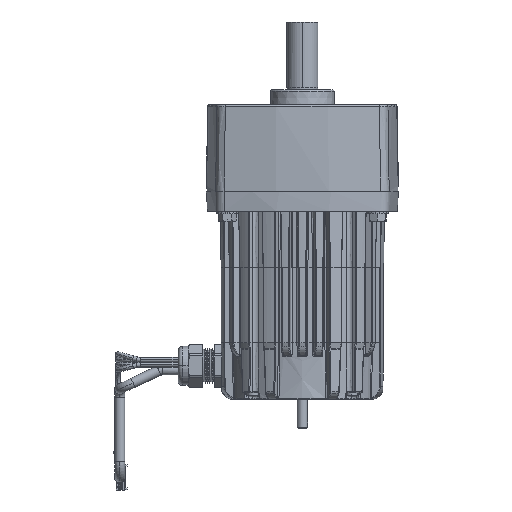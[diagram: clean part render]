
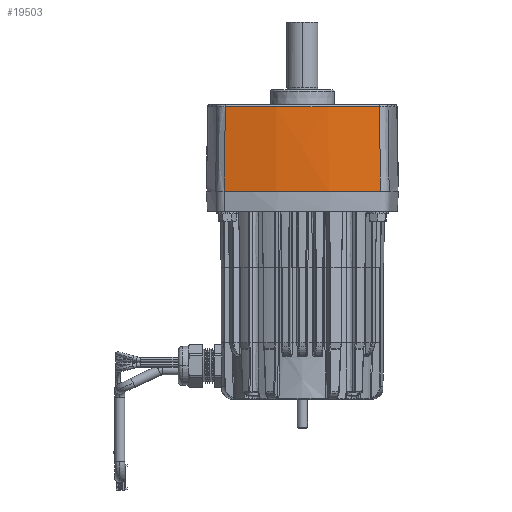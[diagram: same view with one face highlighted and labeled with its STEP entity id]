
A CAD part, front view. The second image highlights one B-rep face of the part: STEP entity #19503.
In plain terms, the highlighted conical face has half-angle 1 degrees and reference radius 203.2 mm.
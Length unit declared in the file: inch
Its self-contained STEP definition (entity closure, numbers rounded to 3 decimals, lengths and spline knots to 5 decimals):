
#3780 = CARTESIAN_POINT ( 'NONE',  ( 1.86241, -2.0692, -1.72679 ) ) ;
#4615 = CARTESIAN_POINT ( 'NONE',  ( -1.85745, -2.06439, -2.06105 ) ) ;
#4842 = EDGE_CURVE ( 'NONE', #65315, #89475, #13844, .T. ) ;
#11990 = CARTESIAN_POINT ( 'NONE',  ( 1.85745, -2.06439, -2.06105 ) ) ;
#13844 = CIRCLE ( 'NONE', #60949, 7.99953 ) ;
#14320 = CARTESIAN_POINT ( 'NONE',  ( -1.88764, -2.09363, -0.027 ) ) ;
#15118 = CARTESIAN_POINT ( 'NONE',  ( -1.87234, -2.07881, -1.05828 ) ) ;
#19414 = DIRECTION ( 'NONE',  ( 0., 0., 1. ) ) ;
#19503 = ADVANCED_FACE ( 'NONE', ( #98196 ), #50051, .T. ) ;
#20161 = CARTESIAN_POINT ( 'NONE',  ( 1.86738, -2.07401, -1.39254 ) ) ;
#23110 = VERTEX_POINT ( 'NONE', #4615 ) ;
#23281 = CARTESIAN_POINT ( 'NONE',  ( -1.86241, -2.0692, -1.72679 ) ) ;
#24298 = EDGE_LOOP ( 'NONE', ( #46522, #61924, #52854, #44462 ) ) ;
#26495 = EDGE_CURVE ( 'NONE', #89475, #23110, #94040, .T. ) ;
#28300 = CARTESIAN_POINT ( 'NONE',  ( 1.87744, -2.08375, -0.71452 ) ) ;
#36451 = CARTESIAN_POINT ( 'NONE',  ( 1.88764, -2.09363, -0.027 ) ) ;
#36700 = CARTESIAN_POINT ( 'NONE',  ( 1.88764, -2.09363, -0.027 ) ) ;
#37394 = DIRECTION ( 'NONE',  ( 0., 0., 1. ) ) ;
#39202 = CARTESIAN_POINT ( 'NONE',  ( -1.88254, -2.08869, -0.37076 ) ) ;
#44462 = ORIENTED_EDGE ( 'NONE', *, *, #101938, .T. ) ;
#46522 = ORIENTED_EDGE ( 'NONE', *, *, #66266, .T. ) ;
#50051 = CONICAL_SURFACE ( 'NONE', #90436, 8., 0.017 ) ;
#52854 = ORIENTED_EDGE ( 'NONE', *, *, #26495, .T. ) ;
#53790 = DIRECTION ( 'NONE',  ( 1., 0., 0. ) ) ;
#60949 = AXIS2_PLACEMENT_3D ( 'NONE', #84315, #83957, #83617 ) ;
#61924 = ORIENTED_EDGE ( 'NONE', *, *, #4842, .T. ) ;
#63723 = CARTESIAN_POINT ( 'NONE',  ( -1.87744, -2.08375, -0.71452 ) ) ;
#65315 = VERTEX_POINT ( 'NONE', #36700 ) ;
#66266 = EDGE_CURVE ( 'NONE', #83295, #65315, #84643, .T. ) ;
#66964 = AXIS2_PLACEMENT_3D ( 'NONE', #67974, #19414, #76114 ) ;
#67974 = CARTESIAN_POINT ( 'NONE',  ( 0., 5.68, -2.06105 ) ) ;
#71815 = CARTESIAN_POINT ( 'NONE',  ( -1.86738, -2.07401, -1.39254 ) ) ;
#76114 = DIRECTION ( 'NONE',  ( -1., 0., 0. ) ) ;
#76873 = CARTESIAN_POINT ( 'NONE',  ( 1.87234, -2.07881, -1.05828 ) ) ;
#77804 = CARTESIAN_POINT ( 'NONE',  ( 0., 5.68, 0. ) ) ;
#79943 = CARTESIAN_POINT ( 'NONE',  ( -1.85745, -2.06439, -2.06105 ) ) ;
#80315 = CARTESIAN_POINT ( 'NONE',  ( 1.85745, -2.06439, -2.06105 ) ) ;
#83295 = VERTEX_POINT ( 'NONE', #80315 ) ;
#83617 = DIRECTION ( 'NONE',  ( 1., 0., 0. ) ) ;
#83957 = DIRECTION ( 'NONE',  ( 0., 0., -1. ) ) ;
#84315 = CARTESIAN_POINT ( 'NONE',  ( 0., 5.68, -0.027 ) ) ;
#84643 = B_SPLINE_CURVE_WITH_KNOTS ( 'NONE', 3,
 ( #11990, #3780, #20161, #76873, #28300, #85011, #36451 ),
 .UNSPECIFIED., .F., .F.,
 ( 4, 3, 4 ),
 ( 0.0015, 0.02697, 0.05317 ),
 .UNSPECIFIED. ) ;
#85011 = CARTESIAN_POINT ( 'NONE',  ( 1.88254, -2.08869, -0.37076 ) ) ;
#87454 = CARTESIAN_POINT ( 'NONE',  ( -1.88764, -2.09363, -0.027 ) ) ;
#89118 = CIRCLE ( 'NONE', #66964, 7.96402 ) ;
#89475 = VERTEX_POINT ( 'NONE', #14320 ) ;
#90436 = AXIS2_PLACEMENT_3D ( 'NONE', #77804, #37394, #53790 ) ;
#94040 = B_SPLINE_CURVE_WITH_KNOTS ( 'NONE', 3,
 ( #87454, #39202, #63723, #15118, #71815, #23281, #79943 ),
 .UNSPECIFIED., .F., .F.,
 ( 4, 3, 4 ),
 ( 0.00069, 0.02689, 0.05236 ),
 .UNSPECIFIED. ) ;
#98196 = FACE_OUTER_BOUND ( 'NONE', #24298, .T. ) ;
#101938 = EDGE_CURVE ( 'NONE', #23110, #83295, #89118, .T. ) ;
